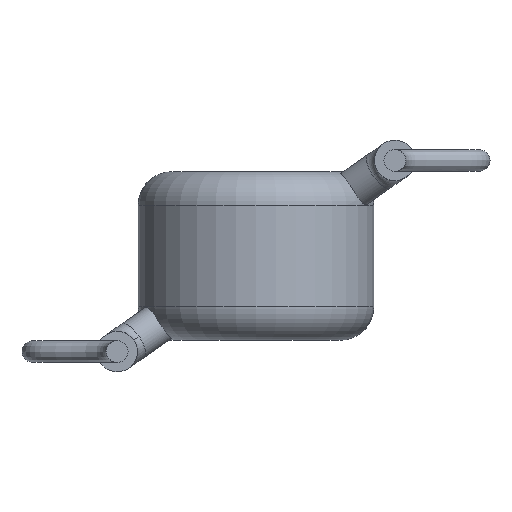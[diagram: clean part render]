
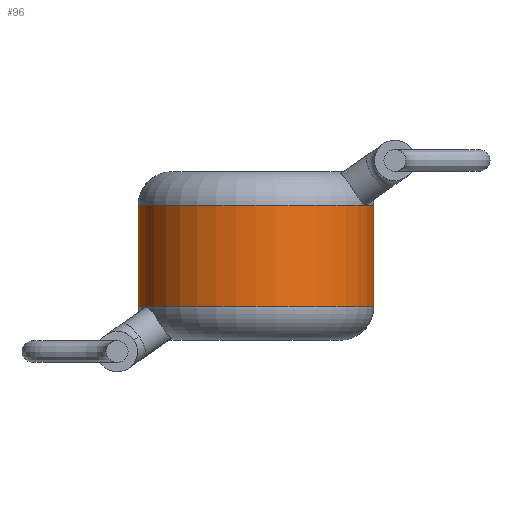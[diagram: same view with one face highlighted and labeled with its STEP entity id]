
A CAD part, front view. The second image highlights one B-rep face of the part: STEP entity #96.
In plain terms, the highlighted cylindrical face has radius 3.5 mm (diameter 7 mm), a partial arc.
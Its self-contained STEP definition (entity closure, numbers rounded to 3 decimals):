
#44 = DIRECTION ( 'NONE',  ( 0., 0., -1. ) ) ;
#49 = CARTESIAN_POINT ( 'NONE',  ( 3.5, 0., 5. ) ) ;
#50 = DIRECTION ( 'NONE',  ( -1., 0., 0. ) ) ;
#96 = ADVANCED_FACE ( 'NONE', ( #3024 ), #3550, .T. ) ;
#217 = EDGE_CURVE ( 'NONE', #1093, #1811, #826, .T. ) ;
#221 = CARTESIAN_POINT ( 'NONE',  ( 3.5, 0., 4. ) ) ;
#359 = ORIENTED_EDGE ( 'NONE', *, *, #217, .T. ) ;
#554 = AXIS2_PLACEMENT_3D ( 'NONE', #3185, #44, #2840 ) ;
#646 = CARTESIAN_POINT ( 'NONE',  ( -3.5, 0., 1. ) ) ;
#826 = LINE ( 'NONE', #2675, #1252 ) ;
#924 = LINE ( 'NONE', #49, #2422 ) ;
#1093 = VERTEX_POINT ( 'NONE', #2316 ) ;
#1149 = VERTEX_POINT ( 'NONE', #3691 ) ;
#1252 = VECTOR ( 'NONE', #2703, 1000. ) ;
#1399 = EDGE_CURVE ( 'NONE', #3894, #1149, #924, .T. ) ;
#1426 = CIRCLE ( 'NONE', #554, 3.5 ) ;
#1620 = ORIENTED_EDGE ( 'NONE', *, *, #4200, .T. ) ;
#1802 = CARTESIAN_POINT ( 'NONE',  ( 0., 0., 5. ) ) ;
#1811 = VERTEX_POINT ( 'NONE', #646 ) ;
#1945 = DIRECTION ( 'NONE',  ( 0., 0., 1. ) ) ;
#1978 = CIRCLE ( 'NONE', #2968, 3.5 ) ;
#2174 = EDGE_CURVE ( 'NONE', #1811, #1149, #1978, .T. ) ;
#2316 = CARTESIAN_POINT ( 'NONE',  ( -3.5, 0., 4. ) ) ;
#2422 = VECTOR ( 'NONE', #3795, 1000. ) ;
#2623 = ORIENTED_EDGE ( 'NONE', *, *, #1399, .F. ) ;
#2675 = CARTESIAN_POINT ( 'NONE',  ( -3.5, 0., 5. ) ) ;
#2703 = DIRECTION ( 'NONE',  ( 0., 0., -1. ) ) ;
#2840 = DIRECTION ( 'NONE',  ( 1., 0., 0. ) ) ;
#2968 = AXIS2_PLACEMENT_3D ( 'NONE', #4298, #1945, #3948 ) ;
#3024 = FACE_OUTER_BOUND ( 'NONE', #3368, .T. ) ;
#3185 = CARTESIAN_POINT ( 'NONE',  ( 0., 0., 4. ) ) ;
#3368 = EDGE_LOOP ( 'NONE', ( #2623, #1620, #359, #3949 ) ) ;
#3447 = DIRECTION ( 'NONE',  ( 0., 0., -1. ) ) ;
#3550 = CYLINDRICAL_SURFACE ( 'NONE', #3656, 3.5 ) ;
#3656 = AXIS2_PLACEMENT_3D ( 'NONE', #1802, #3447, #50 ) ;
#3691 = CARTESIAN_POINT ( 'NONE',  ( 3.5, 0., 1. ) ) ;
#3795 = DIRECTION ( 'NONE',  ( 0., 0., -1. ) ) ;
#3894 = VERTEX_POINT ( 'NONE', #221 ) ;
#3948 = DIRECTION ( 'NONE',  ( 1., 0., 0. ) ) ;
#3949 = ORIENTED_EDGE ( 'NONE', *, *, #2174, .T. ) ;
#4200 = EDGE_CURVE ( 'NONE', #3894, #1093, #1426, .T. ) ;
#4298 = CARTESIAN_POINT ( 'NONE',  ( 0., 0., 1. ) ) ;
